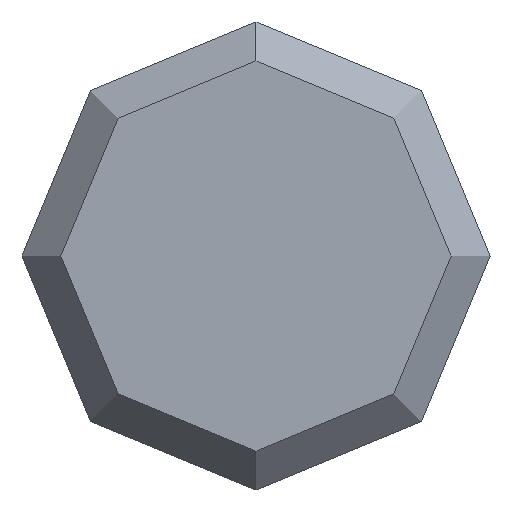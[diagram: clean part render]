
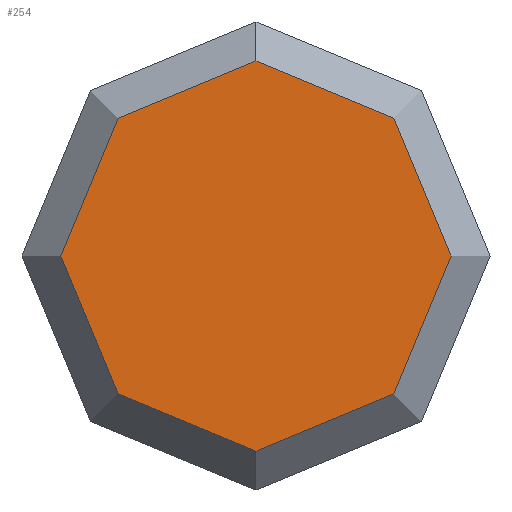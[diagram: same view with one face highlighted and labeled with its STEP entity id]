
A CAD part, left-side view. The second image highlights one B-rep face of the part: STEP entity #254.
In plain terms, the highlighted planar face has unit normal (-1, 0, 0).
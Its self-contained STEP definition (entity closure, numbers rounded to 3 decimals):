
#8 = VERTEX_POINT ( 'NONE', #14 ) ;
#12 = VERTEX_POINT ( 'NONE', #17 ) ;
#14 = CARTESIAN_POINT ( 'NONE',  ( -3000., 0., -2.5 ) ) ;
#17 = CARTESIAN_POINT ( 'NONE',  ( -3000., 0., 2.5 ) ) ;
#105 = ORIENTED_EDGE ( 'NONE', *, *, #169, .T. ) ;
#111 = CIRCLE ( 'NONE', #158, 2.5 ) ;
#126 = CIRCLE ( 'NONE', #160, 2.5 ) ;
#127 = ORIENTED_EDGE ( 'NONE', *, *, #168, .T. ) ;
#142 = EDGE_LOOP ( 'NONE', ( #127, #105 ) ) ;
#149 = FACE_OUTER_BOUND ( 'NONE', #142, .T. ) ;
#158 = AXIS2_PLACEMENT_3D ( 'NONE', #190, #204, #201 ) ;
#160 = AXIS2_PLACEMENT_3D ( 'NONE', #195, #189, #214 ) ;
#166 = AXIS2_PLACEMENT_3D ( 'NONE', #247, #229, #225 ) ;
#168 = EDGE_CURVE ( 'NONE', #8, #12, #111, .T. ) ;
#169 = EDGE_CURVE ( 'NONE', #12, #8, #126, .T. ) ;
#189 = DIRECTION ( 'NONE',  ( -1., 0., 0. ) ) ;
#190 = CARTESIAN_POINT ( 'NONE',  ( -3000., 0., 0. ) ) ;
#195 = CARTESIAN_POINT ( 'NONE',  ( -3000., 0., 0. ) ) ;
#201 = DIRECTION ( 'NONE',  ( 0., 0., -1. ) ) ;
#204 = DIRECTION ( 'NONE',  ( -1., 0., 0. ) ) ;
#214 = DIRECTION ( 'NONE',  ( 0., 0., -1. ) ) ;
#224 = PLANE ( 'NONE',  #166 ) ;
#225 = DIRECTION ( 'NONE',  ( 0., 0., -1. ) ) ;
#229 = DIRECTION ( 'NONE',  ( 1., 0., 0. ) ) ;
#247 = CARTESIAN_POINT ( 'NONE',  ( -3000., 0., 0. ) ) ;
#254 = ADVANCED_FACE ( 'NONE', ( #149 ), #224, .F. ) ;
